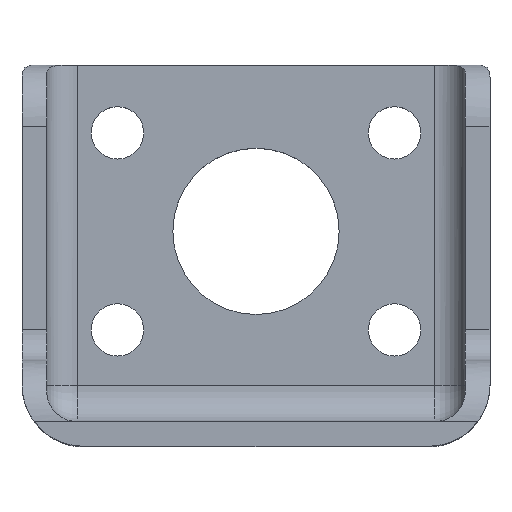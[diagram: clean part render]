
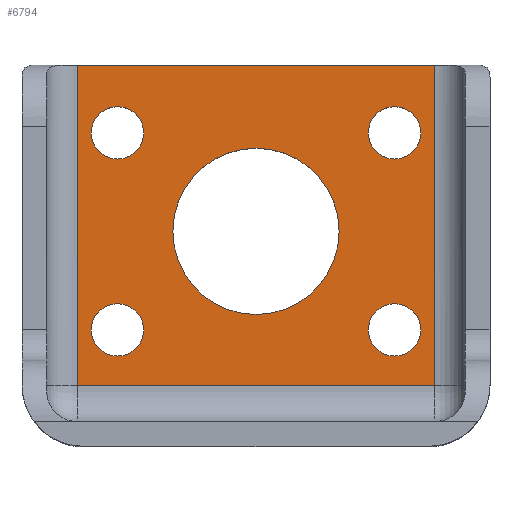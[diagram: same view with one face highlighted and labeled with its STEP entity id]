
A CAD part, top view. The second image highlights one B-rep face of the part: STEP entity #6794.
In plain terms, the highlighted planar face has unit normal (0, 0, 1).
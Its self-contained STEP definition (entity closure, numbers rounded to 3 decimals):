
#232 = EDGE_CURVE ( 'NONE', #15084, #3060, #3568, .T. ) ;
#291 = CARTESIAN_POINT ( 'NONE',  ( 22.5, 14.75, 4. ) ) ;
#329 = VECTOR ( 'NONE', #546, 1000. ) ;
#488 = EDGE_CURVE ( 'NONE', #5507, #2112, #7030, .T. ) ;
#546 = DIRECTION ( 'NONE',  ( -1., 0., 0. ) ) ;
#621 = AXIS2_PLACEMENT_3D ( 'NONE', #10598, #10755, #4674 ) ;
#629 = VERTEX_POINT ( 'NONE', #9762 ) ;
#699 = CARTESIAN_POINT ( 'NONE',  ( -29., 10., 4. ) ) ;
#711 = ORIENTED_EDGE ( 'NONE', *, *, #488, .T. ) ;
#851 = EDGE_CURVE ( 'NONE', #1055, #15593, #12730, .T. ) ;
#1051 = AXIS2_PLACEMENT_3D ( 'NONE', #10678, #3365, #11917 ) ;
#1055 = VERTEX_POINT ( 'NONE', #4322 ) ;
#1070 = VERTEX_POINT ( 'NONE', #6817 ) ;
#1106 = DIRECTION ( 'NONE',  ( 0., 1., 0. ) ) ;
#1117 = EDGE_LOOP ( 'NONE', ( #12511, #12498 ) ) ;
#1156 = AXIS2_PLACEMENT_3D ( 'NONE', #10938, #3620, #14547 ) ;
#1239 = FACE_BOUND ( 'NONE', #1117, .T. ) ;
#1277 = DIRECTION ( 'NONE',  ( 0., 0., -1. ) ) ;
#1295 = VERTEX_POINT ( 'NONE', #291 ) ;
#1883 = CARTESIAN_POINT ( 'NONE',  ( 38., 62., 4. ) ) ;
#1941 = DIRECTION ( 'NONE',  ( 0., -1., 0. ) ) ;
#2038 = PLANE ( 'NONE',  #7971 ) ;
#2112 = VERTEX_POINT ( 'NONE', #8952 ) ;
#2251 = DIRECTION ( 'NONE',  ( 0., 0., -1. ) ) ;
#2278 = DIRECTION ( 'NONE',  ( 0., -1., 0. ) ) ;
#2315 = EDGE_CURVE ( 'NONE', #7122, #1295, #5671, .T. ) ;
#2522 = EDGE_CURVE ( 'NONE', #13152, #5507, #8160, .T. ) ;
#2875 = AXIS2_PLACEMENT_3D ( 'NONE', #3697, #4997, #13538 ) ;
#3060 = VERTEX_POINT ( 'NONE', #14560 ) ;
#3062 = EDGE_CURVE ( 'NONE', #5559, #629, #8729, .T. ) ;
#3110 = CARTESIAN_POINT ( 'NONE',  ( -22.5, 51., 4. ) ) ;
#3309 = EDGE_CURVE ( 'NONE', #13152, #8008, #7594, .T. ) ;
#3365 = DIRECTION ( 'NONE',  ( 0., 0., -1. ) ) ;
#3522 = CARTESIAN_POINT ( 'NONE',  ( -22.5, 46.75, 4. ) ) ;
#3568 = CIRCLE ( 'NONE', #13802, 4.25 ) ;
#3620 = DIRECTION ( 'NONE',  ( 0., 0., -1. ) ) ;
#3697 = CARTESIAN_POINT ( 'NONE',  ( 0., 35., 4. ) ) ;
#3913 = ORIENTED_EDGE ( 'NONE', *, *, #3309, .F. ) ;
#4274 = EDGE_CURVE ( 'NONE', #11948, #1070, #14776, .T. ) ;
#4297 = VECTOR ( 'NONE', #11694, 1000. ) ;
#4322 = CARTESIAN_POINT ( 'NONE',  ( 0., 21.5, 4. ) ) ;
#4332 = EDGE_CURVE ( 'NONE', #1295, #7122, #13090, .T. ) ;
#4381 = DIRECTION ( 'NONE',  ( 0., 0., -1. ) ) ;
#4467 = ORIENTED_EDGE ( 'NONE', *, *, #2315, .T. ) ;
#4579 = CARTESIAN_POINT ( 'NONE',  ( 38., 10., 4. ) ) ;
#4674 = DIRECTION ( 'NONE',  ( 0., -1., 0. ) ) ;
#4709 = EDGE_LOOP ( 'NONE', ( #14603, #15454 ) ) ;
#4860 = DIRECTION ( 'NONE',  ( 0., 1., 0. ) ) ;
#4933 = ORIENTED_EDGE ( 'NONE', *, *, #8503, .T. ) ;
#4997 = DIRECTION ( 'NONE',  ( 0., 0., -1. ) ) ;
#5507 = VERTEX_POINT ( 'NONE', #8208 ) ;
#5525 = DIRECTION ( 'NONE',  ( 0., 0., -1. ) ) ;
#5557 = AXIS2_PLACEMENT_3D ( 'NONE', #8566, #1277, #4860 ) ;
#5559 = VERTEX_POINT ( 'NONE', #15643 ) ;
#5560 = CARTESIAN_POINT ( 'NONE',  ( 0., 48.5, 4. ) ) ;
#5668 = EDGE_LOOP ( 'NONE', ( #3913, #5809, #711, #13927 ) ) ;
#5671 = CIRCLE ( 'NONE', #15040, 4.25 ) ;
#5809 = ORIENTED_EDGE ( 'NONE', *, *, #2522, .T. ) ;
#6186 = DIRECTION ( 'NONE',  ( 0., 0., -1. ) ) ;
#6757 = EDGE_CURVE ( 'NONE', #2112, #8008, #12097, .T. ) ;
#6794 = ADVANCED_FACE ( 'NONE', ( #11126, #13784, #1239, #6950, #10545, #11899 ), #2038, .F. ) ;
#6809 = EDGE_CURVE ( 'NONE', #1070, #11948, #7524, .T. ) ;
#6817 = CARTESIAN_POINT ( 'NONE',  ( -22.5, 55.25, 4. ) ) ;
#6821 = CARTESIAN_POINT ( 'NONE',  ( 22.5, 51., 4. ) ) ;
#6884 = DIRECTION ( 'NONE',  ( 0., 0., -1. ) ) ;
#6950 = FACE_BOUND ( 'NONE', #4709, .T. ) ;
#7024 = VECTOR ( 'NONE', #12667, 1000. ) ;
#7030 = LINE ( 'NONE', #1883, #329 ) ;
#7122 = VERTEX_POINT ( 'NONE', #13938 ) ;
#7524 = CIRCLE ( 'NONE', #621, 4.25 ) ;
#7594 = LINE ( 'NONE', #4579, #4297 ) ;
#7629 = EDGE_CURVE ( 'NONE', #629, #5559, #12840, .T. ) ;
#7710 = VECTOR ( 'NONE', #1941, 1000. ) ;
#7971 = AXIS2_PLACEMENT_3D ( 'NONE', #13232, #2251, #13128 ) ;
#8008 = VERTEX_POINT ( 'NONE', #699 ) ;
#8010 = AXIS2_PLACEMENT_3D ( 'NONE', #9516, #10724, #1106 ) ;
#8013 = CARTESIAN_POINT ( 'NONE',  ( -29., 10., 4. ) ) ;
#8130 = CARTESIAN_POINT ( 'NONE',  ( 29., 10., 4. ) ) ;
#8160 = LINE ( 'NONE', #11492, #7024 ) ;
#8208 = CARTESIAN_POINT ( 'NONE',  ( 29., 62., 4. ) ) ;
#8503 = EDGE_CURVE ( 'NONE', #15593, #1055, #12457, .T. ) ;
#8525 = ORIENTED_EDGE ( 'NONE', *, *, #7629, .T. ) ;
#8566 = CARTESIAN_POINT ( 'NONE',  ( -22.5, 19., 4. ) ) ;
#8729 = CIRCLE ( 'NONE', #5557, 4.25 ) ;
#8797 = ORIENTED_EDGE ( 'NONE', *, *, #851, .T. ) ;
#8952 = CARTESIAN_POINT ( 'NONE',  ( -29., 62., 4. ) ) ;
#9516 = CARTESIAN_POINT ( 'NONE',  ( 22.5, 51., 4. ) ) ;
#9704 = CARTESIAN_POINT ( 'NONE',  ( 22.5, 19., 4. ) ) ;
#9762 = CARTESIAN_POINT ( 'NONE',  ( -22.5, 23.25, 4. ) ) ;
#10545 = FACE_BOUND ( 'NONE', #14444, .T. ) ;
#10598 = CARTESIAN_POINT ( 'NONE',  ( -22.5, 51., 4. ) ) ;
#10678 = CARTESIAN_POINT ( 'NONE',  ( 0., 35., 4. ) ) ;
#10724 = DIRECTION ( 'NONE',  ( 0., 0., -1. ) ) ;
#10755 = DIRECTION ( 'NONE',  ( 0., 0., -1. ) ) ;
#10938 = CARTESIAN_POINT ( 'NONE',  ( -22.5, 19., 4. ) ) ;
#11126 = FACE_BOUND ( 'NONE', #13343, .T. ) ;
#11492 = CARTESIAN_POINT ( 'NONE',  ( 29., 62., 4. ) ) ;
#11694 = DIRECTION ( 'NONE',  ( -1., 0., 0. ) ) ;
#11718 = CARTESIAN_POINT ( 'NONE',  ( 22.5, 19., 4. ) ) ;
#11827 = DIRECTION ( 'NONE',  ( 0., 1., 0. ) ) ;
#11899 = FACE_OUTER_BOUND ( 'NONE', #5668, .T. ) ;
#11917 = DIRECTION ( 'NONE',  ( 0., 1., 0. ) ) ;
#11948 = VERTEX_POINT ( 'NONE', #3522 ) ;
#12097 = LINE ( 'NONE', #8013, #7710 ) ;
#12168 = CIRCLE ( 'NONE', #8010, 4.25 ) ;
#12418 = CARTESIAN_POINT ( 'NONE',  ( 22.5, 55.25, 4. ) ) ;
#12457 = CIRCLE ( 'NONE', #1051, 13.5 ) ;
#12498 = ORIENTED_EDGE ( 'NONE', *, *, #4274, .T. ) ;
#12511 = ORIENTED_EDGE ( 'NONE', *, *, #6809, .T. ) ;
#12667 = DIRECTION ( 'NONE',  ( 0., 1., 0. ) ) ;
#12674 = ORIENTED_EDGE ( 'NONE', *, *, #4332, .T. ) ;
#12730 = CIRCLE ( 'NONE', #2875, 13.5 ) ;
#12828 = AXIS2_PLACEMENT_3D ( 'NONE', #11718, #4381, #2278 ) ;
#12840 = CIRCLE ( 'NONE', #1156, 4.25 ) ;
#13090 = CIRCLE ( 'NONE', #12828, 4.25 ) ;
#13128 = DIRECTION ( 'NONE',  ( 0., 1., 0. ) ) ;
#13152 = VERTEX_POINT ( 'NONE', #8130 ) ;
#13218 = EDGE_CURVE ( 'NONE', #3060, #15084, #12168, .T. ) ;
#13232 = CARTESIAN_POINT ( 'NONE',  ( 38., 62., 4. ) ) ;
#13343 = EDGE_LOOP ( 'NONE', ( #4467, #12674 ) ) ;
#13538 = DIRECTION ( 'NONE',  ( 0., 1., 0. ) ) ;
#13539 = ORIENTED_EDGE ( 'NONE', *, *, #3062, .T. ) ;
#13784 = FACE_BOUND ( 'NONE', #15740, .T. ) ;
#13802 = AXIS2_PLACEMENT_3D ( 'NONE', #6821, #6884, #11827 ) ;
#13927 = ORIENTED_EDGE ( 'NONE', *, *, #6757, .T. ) ;
#13938 = CARTESIAN_POINT ( 'NONE',  ( 22.5, 23.25, 4. ) ) ;
#14039 = DIRECTION ( 'NONE',  ( 0., -1., 0. ) ) ;
#14444 = EDGE_LOOP ( 'NONE', ( #4933, #8797 ) ) ;
#14547 = DIRECTION ( 'NONE',  ( 0., 1., 0. ) ) ;
#14560 = CARTESIAN_POINT ( 'NONE',  ( 22.5, 46.75, 4. ) ) ;
#14603 = ORIENTED_EDGE ( 'NONE', *, *, #232, .T. ) ;
#14690 = DIRECTION ( 'NONE',  ( 0., -1., 0. ) ) ;
#14776 = CIRCLE ( 'NONE', #15775, 4.25 ) ;
#15040 = AXIS2_PLACEMENT_3D ( 'NONE', #9704, #6186, #14690 ) ;
#15084 = VERTEX_POINT ( 'NONE', #12418 ) ;
#15454 = ORIENTED_EDGE ( 'NONE', *, *, #13218, .T. ) ;
#15593 = VERTEX_POINT ( 'NONE', #5560 ) ;
#15643 = CARTESIAN_POINT ( 'NONE',  ( -22.5, 14.75, 4. ) ) ;
#15740 = EDGE_LOOP ( 'NONE', ( #8525, #13539 ) ) ;
#15775 = AXIS2_PLACEMENT_3D ( 'NONE', #3110, #5525, #14039 ) ;
